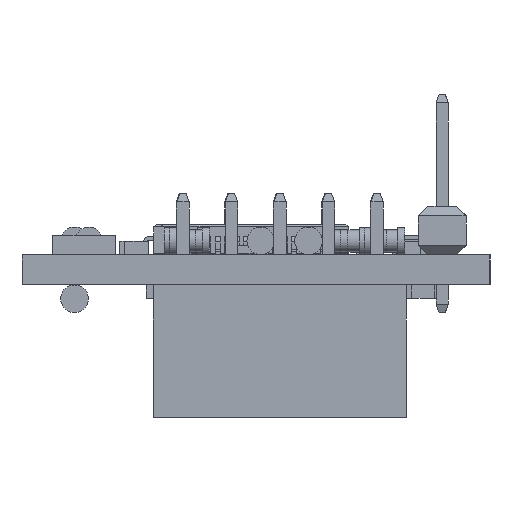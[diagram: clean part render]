
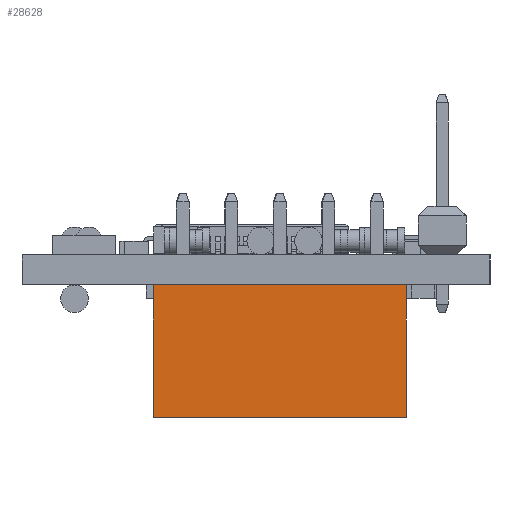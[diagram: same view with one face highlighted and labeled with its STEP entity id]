
A CAD part, left-side view. The second image highlights one B-rep face of the part: STEP entity #28628.
In plain terms, the highlighted face is planar.
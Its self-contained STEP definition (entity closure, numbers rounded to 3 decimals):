
#777=PLANE('',#30422);
#2031=FACE_OUTER_BOUND('',#3717,.T.);
#3717=EDGE_LOOP('',(#20411,#20412,#20413,#20414));
#5741=LINE('',#41839,#8966);
#5747=LINE('',#41851,#8972);
#5750=LINE('',#41856,#8975);
#5751=LINE('',#41858,#8976);
#8966=VECTOR('',#34030,1.);
#8972=VECTOR('',#34038,1.);
#8975=VECTOR('',#34045,1.);
#8976=VECTOR('',#34048,1.);
#12651=VERTEX_POINT('',#41836);
#12652=VERTEX_POINT('',#41838);
#12654=VERTEX_POINT('',#41844);
#12657=VERTEX_POINT('',#41849);
#15545=EDGE_CURVE('',#12651,#12652,#5741,.T.);
#15551=EDGE_CURVE('',#12657,#12654,#5747,.T.);
#15554=EDGE_CURVE('',#12652,#12657,#5750,.T.);
#15555=EDGE_CURVE('',#12651,#12654,#5751,.T.);
#20411=ORIENTED_EDGE('',*,*,#15555,.T.);
#20412=ORIENTED_EDGE('',*,*,#15551,.F.);
#20413=ORIENTED_EDGE('',*,*,#15554,.F.);
#20414=ORIENTED_EDGE('',*,*,#15545,.F.);
#28628=ADVANCED_FACE('',(#2031),#777,.F.);
#30422=AXIS2_PLACEMENT_3D('',#41857,#34046,#34047);
#34030=DIRECTION('',(1.,0.,0.));
#34038=DIRECTION('',(-1.,0.,0.));
#34045=DIRECTION('',(0.,0.,1.));
#34046=DIRECTION('center_axis',(0.,-1.,0.));
#34047=DIRECTION('ref_axis',(0.,0.,
1.));
#34048=DIRECTION('',(0.,0.,1.));
#41836=CARTESIAN_POINT('',(-6.608,2.466,-8.5));
#41838=CARTESIAN_POINT('',(6.592,2.466,-8.5));
#41839=CARTESIAN_POINT('',(-0.008,2.466,-8.5));
#41844=CARTESIAN_POINT('',(-6.608,2.466,0.));
#41849=CARTESIAN_POINT('',(6.592,2.466,0.));
#41851=CARTESIAN_POINT('',(-0.008,2.466,0.));
#41856=CARTESIAN_POINT('',(6.592,2.466,-4.25));
#41857=CARTESIAN_POINT('Origin',(-0.008,2.466,
-4.25));
#41858=CARTESIAN_POINT('',(-6.608,2.466,-4.25));
